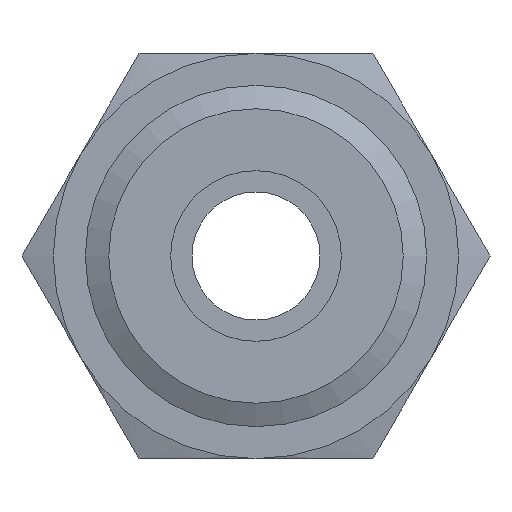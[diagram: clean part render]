
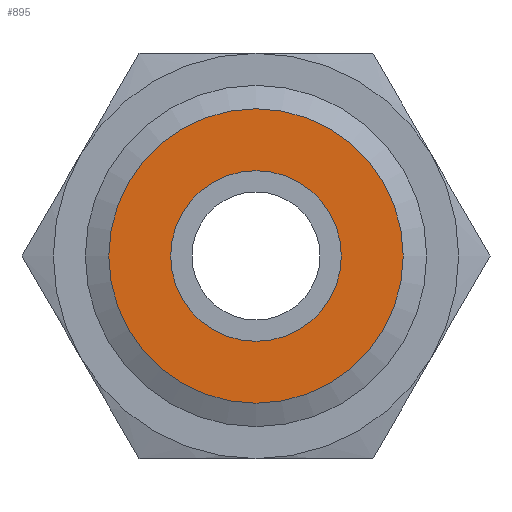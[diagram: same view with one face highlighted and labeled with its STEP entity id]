
A CAD part, left-side view. The second image highlights one B-rep face of the part: STEP entity #895.
In plain terms, the highlighted planar face has unit normal (-1, 0, 0).
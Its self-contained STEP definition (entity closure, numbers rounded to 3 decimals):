
#64=PLANE('',#1018);
#121=CIRCLE('',#1017,6.9);
#122=CIRCLE('',#1019,4.);
#264=ORIENTED_EDGE('',*,*,#458,.F.);
#265=ORIENTED_EDGE('',*,*,#457,.T.);
#457=EDGE_CURVE('',#549,#549,#121,.T.);
#458=EDGE_CURVE('',#550,#550,#122,.T.);
#549=VERTEX_POINT('',#1666);
#550=VERTEX_POINT('',#1669);
#672=EDGE_LOOP('',(#264));
#673=EDGE_LOOP('',(#265));
#776=FACE_BOUND('',#672,.T.);
#777=FACE_BOUND('',#673,.T.);
#895=ADVANCED_FACE('',(#776,#777),#64,.F.);
#1017=AXIS2_PLACEMENT_3D('',#1665,#1225,#1226);
#1018=AXIS2_PLACEMENT_3D('',#1667,#1227,#1228);
#1019=AXIS2_PLACEMENT_3D('',#1668,#1229,#1230);
#1225=DIRECTION('',(-1.,0.,0.));
#1226=DIRECTION('',(0.,0.,1.));
#1227=DIRECTION('',(1.,0.,0.));
#1228=DIRECTION('',(0.,0.,-1.));
#1229=DIRECTION('',(-1.,0.,0.));
#1230=DIRECTION('',(0.,0.,1.));
#1665=CARTESIAN_POINT('',(-25.45,0.,0.));
#1666=CARTESIAN_POINT('',(-25.45,0.,6.9));
#1667=CARTESIAN_POINT('',(-25.45,-6.9,0.));
#1668=CARTESIAN_POINT('',(-25.45,0.,0.));
#1669=CARTESIAN_POINT('',(-25.45,0.,4.));
